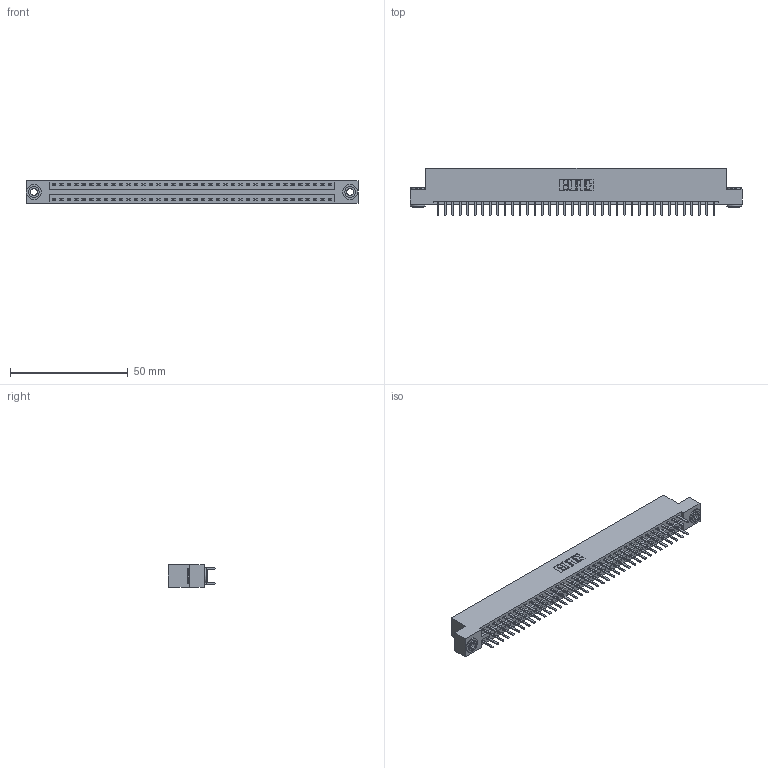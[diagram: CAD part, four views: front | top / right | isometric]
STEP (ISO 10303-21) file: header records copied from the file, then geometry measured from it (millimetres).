
FILE_DESCRIPTION (( 'STEP AP203' ), '1' );
FILE_NAME ('346-076-520-203.STEP', '2022-05-25T04:20:44', ( '' ), ( '' ), 'SwSTEP 2.0', 'SolidWorks 2020', '' );
FILE_SCHEMA (( 'CONFIG_CONTROL_DESIGN' ));
Length unit declared in the file: inch
Products named in the file (4): 345-292-001_345-293-120; 345-250-002_345-250-002-102; 346 Part_Flush Mounting Lugs - 0.156 Dia-TH; 346-076-520-203
Assembly tree (79 placements, depth 2):
  346-076-520-203
    346 Part_Flush Mounting Lugs - 0.156 Dia-TH
    345-292-001_345-293-120  x76
    345-250-002_345-250-002-102  x2
Bounding box: 141.22 x 20.02 x 9.4 mm (x, y, z)
Volume: 13707.9 mm3; surface area: 18950 mm2
Topology: 79 solids, 79 shells, 4430 faces, 12829 edges, 8346 vertices
Faces by surface type: plane 2912, cylinder 1510, cone 8
Entity records: 26518 total; most frequent: CARTESIAN_POINT 4369, ORIENTED_EDGE 4282, DIRECTION 3919, EDGE_CURVE 2141, VECTOR 1829, LINE 1829, VERTEX_POINT 1422, AXIS2_PLACEMENT_3D 1045
